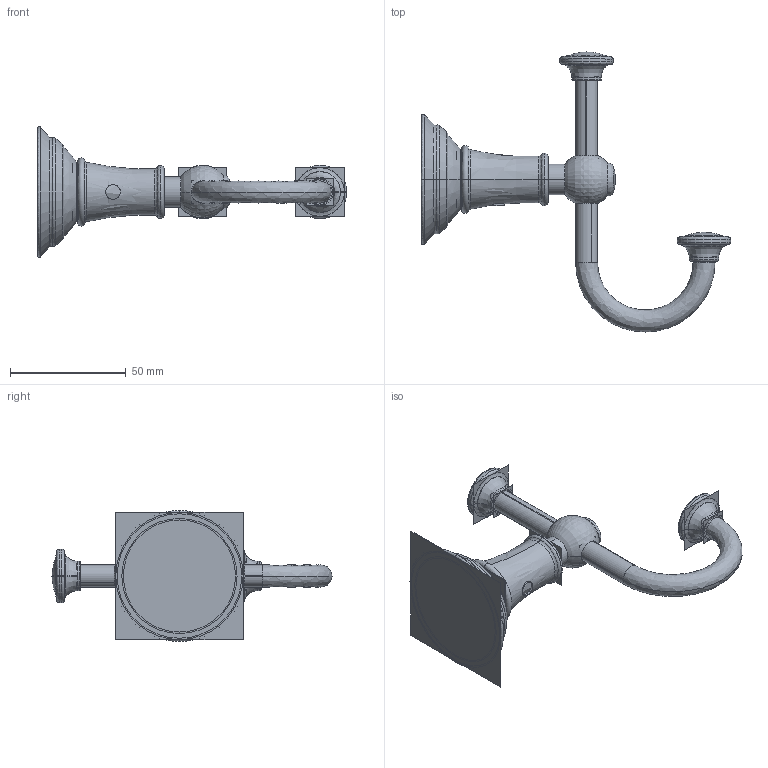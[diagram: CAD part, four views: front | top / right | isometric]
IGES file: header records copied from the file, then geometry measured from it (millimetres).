
Start section:  PTC IGES file: 5411_asm.igs
Global section: file name: 5411_asm.igs; native system: Creo Parametric by PTC Inc.; preprocessor: 2018400; author: jinson.thomas; organization: Unknown; date: 20190808.105759; units: inch
Bounding box: 133.86 x 121.09 x 56.56 mm (x, y, z)
Volume: 41791.1 mm3; surface area: 155912.9 mm2
Topology: 6 solids, 6 shells, 872 faces, 4498 edges, 5708 vertices
Faces by surface type: revolution 538, bspline 334
